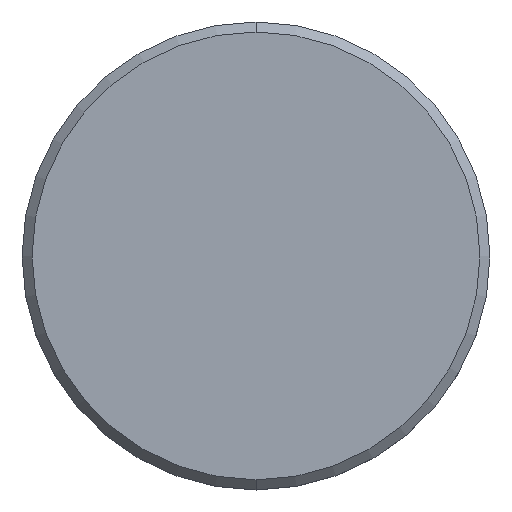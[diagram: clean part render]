
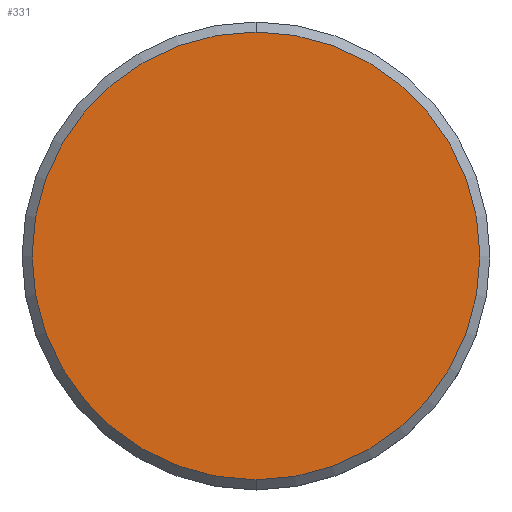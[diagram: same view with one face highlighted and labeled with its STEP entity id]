
A CAD part, top view. The second image highlights one B-rep face of the part: STEP entity #331.
In plain terms, the highlighted planar face has unit normal (0, 0, 1).
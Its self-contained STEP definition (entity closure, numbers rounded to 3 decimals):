
#5 = FACE_OUTER_BOUND ( 'NONE', #830, .T. ) ;
#100 = CARTESIAN_POINT ( 'NONE',  ( -1.182, -0.089, 3.351 ) ) ;
#102 = PLANE ( 'NONE',  #382 ) ;
#105 = DIRECTION ( 'NONE',  ( 0., 0., 1. ) ) ;
#106 = DIRECTION ( 'NONE',  ( 0., -1., 0. ) ) ;
#232 = AXIS2_PLACEMENT_3D ( 'NONE', #410, #411, #412 ) ;
#259 = CIRCLE ( 'NONE', #232, 8.509 ) ;
#295 = DIRECTION ( 'NONE',  ( 0., -1., 0. ) ) ;
#296 = DIRECTION ( 'NONE',  ( 0., 0., 1. ) ) ;
#297 = CARTESIAN_POINT ( 'NONE',  ( -1.182, -0.089, 3.351 ) ) ;
#303 = EDGE_CURVE ( 'NONE', #800, #554, #556, .T. ) ;
#331 = ADVANCED_FACE ( 'NONE', ( #5 ), #102, .T. ) ;
#347 = AXIS2_PLACEMENT_3D ( 'NONE', #297, #296, #295 ) ;
#375 = EDGE_CURVE ( 'NONE', #554, #800, #259, .T. ) ;
#382 = AXIS2_PLACEMENT_3D ( 'NONE', #100, #105, #106 ) ;
#410 = CARTESIAN_POINT ( 'NONE',  ( -1.182, -0.089, 3.351 ) ) ;
#411 = DIRECTION ( 'NONE',  ( 0., 0., 1. ) ) ;
#412 = DIRECTION ( 'NONE',  ( 0., -1., 0. ) ) ;
#421 = CARTESIAN_POINT ( 'NONE',  ( -1.182, -8.598, 3.351 ) ) ;
#425 = CARTESIAN_POINT ( 'NONE',  ( -1.182, 8.42, 3.351 ) ) ;
#554 = VERTEX_POINT ( 'NONE', #421 ) ;
#556 = CIRCLE ( 'NONE', #347, 8.509 ) ;
#727 = ORIENTED_EDGE ( 'NONE', *, *, #375, .T. ) ;
#760 = ORIENTED_EDGE ( 'NONE', *, *, #303, .T. ) ;
#800 = VERTEX_POINT ( 'NONE', #425 ) ;
#830 = EDGE_LOOP ( 'NONE', ( #760, #727 ) ) ;
